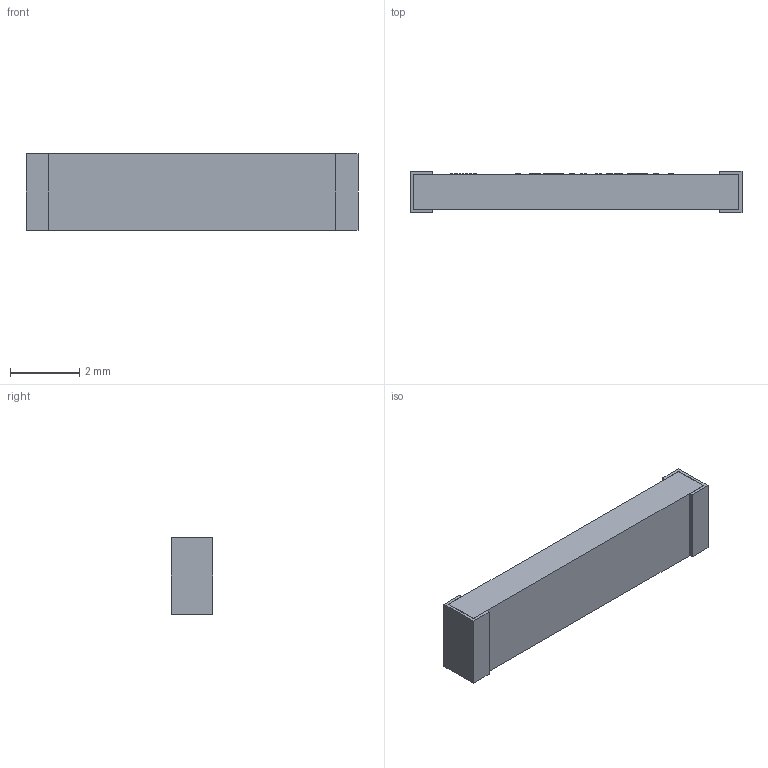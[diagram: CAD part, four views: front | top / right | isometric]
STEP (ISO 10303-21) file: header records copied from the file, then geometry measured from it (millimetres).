
FILE_DESCRIPTION (( 'STEP AP214' ), '1' );
FILE_NAME ('AN9520-245.STEP', '2022-11-04T13:43:42', ( '' ), ( '' ), 'SwSTEP 2.0', 'SolidWorks 2017', '' );
FILE_SCHEMA (( 'AUTOMOTIVE_DESIGN' ));
Length unit declared in the file: millimetre
Products named in the file (1): AN9520-245
Bounding box: 9.6 x 1.2 x 2.2 mm (x, y, z)
Volume: 21.7 mm3; surface area: 87.2 mm2
Topology: 3 solids, 3 shells, 144 faces, 381 edges, 254 vertices
Faces by surface type: plane 90, bspline 52, cylinder 2
Entity records: 7885 total; most frequent: CARTESIAN_POINT 3024, ORIENTED_EDGE 762, DIRECTION 467, EDGE_CURVE 381, LINE 273, VECTOR 273, VERTEX_POINT 254, EDGE_LOOP 155
